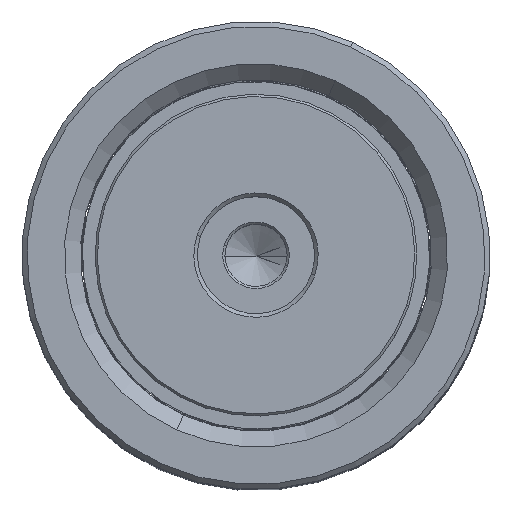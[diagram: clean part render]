
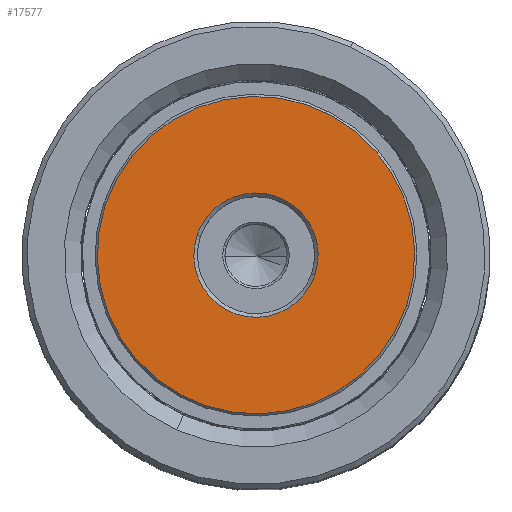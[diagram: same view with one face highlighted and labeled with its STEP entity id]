
A CAD part, top view. The second image highlights one B-rep face of the part: STEP entity #17577.
In plain terms, the highlighted face is planar.
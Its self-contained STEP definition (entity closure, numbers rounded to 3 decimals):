
#4724 = VERTEX_POINT ( 'NONE', #15703 ) ;
#5882 = EDGE_CURVE ( 'NONE', #20280, #32323, #11429, .T. ) ;
#5983 = DIRECTION ( 'NONE',  ( 1., 0., 0. ) ) ;
#6711 = CARTESIAN_POINT ( 'NONE',  ( 0., 0., 0. ) ) ;
#7244 = EDGE_LOOP ( 'NONE', ( #21195, #28936 ) ) ;
#9130 = DIRECTION ( 'NONE',  ( 0., 0., 1. ) ) ;
#9475 = AXIS2_PLACEMENT_3D ( 'NONE', #28855, #35922, #5983 ) ;
#10819 = AXIS2_PLACEMENT_3D ( 'NONE', #42638, #9130, #22487 ) ;
#11429 = CIRCLE ( 'NONE', #15529, 21.7 ) ;
#11956 = AXIS2_PLACEMENT_3D ( 'NONE', #21224, #34087, #27875 ) ;
#15529 = AXIS2_PLACEMENT_3D ( 'NONE', #39055, #41812, #35366 ) ;
#15703 = CARTESIAN_POINT ( 'NONE',  ( 8.5, 0., 0. ) ) ;
#17086 = CARTESIAN_POINT ( 'NONE',  ( -8.5, 0., 0. ) ) ;
#17577 = ADVANCED_FACE ( 'NONE', ( #29215, #26124 ), #26704, .F. ) ;
#18414 = EDGE_LOOP ( 'NONE', ( #23391, #24763 ) ) ;
#18849 = CARTESIAN_POINT ( 'NONE',  ( -21.7, 0., 0. ) ) ;
#20280 = VERTEX_POINT ( 'NONE', #36309 ) ;
#20390 = CIRCLE ( 'NONE', #10819, 8.5 ) ;
#20561 = EDGE_CURVE ( 'NONE', #32323, #20280, #20790, .T. ) ;
#20790 = CIRCLE ( 'NONE', #11956, 21.7 ) ;
#21195 = ORIENTED_EDGE ( 'NONE', *, *, #5882, .T. ) ;
#21224 = CARTESIAN_POINT ( 'NONE',  ( 0., 0., 0. ) ) ;
#22487 = DIRECTION ( 'NONE',  ( 1., 0., 0. ) ) ;
#23391 = ORIENTED_EDGE ( 'NONE', *, *, #35586, .T. ) ;
#23524 = DIRECTION ( 'NONE',  ( 0., 0., 1. ) ) ;
#24763 = ORIENTED_EDGE ( 'NONE', *, *, #33225, .T. ) ;
#26124 = FACE_BOUND ( 'NONE', #18414, .T. ) ;
#26704 = PLANE ( 'NONE',  #35710 ) ;
#27875 = DIRECTION ( 'NONE',  ( 1., 0., 0. ) ) ;
#28013 = CIRCLE ( 'NONE', #9475, 8.5 ) ;
#28855 = CARTESIAN_POINT ( 'NONE',  ( 0., 0., 0. ) ) ;
#28936 = ORIENTED_EDGE ( 'NONE', *, *, #20561, .T. ) ;
#29215 = FACE_OUTER_BOUND ( 'NONE', #7244, .T. ) ;
#30007 = DIRECTION ( 'NONE',  ( 1., 0., 0. ) ) ;
#32323 = VERTEX_POINT ( 'NONE', #18849 ) ;
#32514 = VERTEX_POINT ( 'NONE', #17086 ) ;
#33225 = EDGE_CURVE ( 'NONE', #4724, #32514, #20390, .T. ) ;
#34087 = DIRECTION ( 'NONE',  ( 0., 0., -1. ) ) ;
#35366 = DIRECTION ( 'NONE',  ( 1., 0., 0. ) ) ;
#35586 = EDGE_CURVE ( 'NONE', #32514, #4724, #28013, .T. ) ;
#35710 = AXIS2_PLACEMENT_3D ( 'NONE', #6711, #23524, #30007 ) ;
#35922 = DIRECTION ( 'NONE',  ( 0., 0., 1. ) ) ;
#36309 = CARTESIAN_POINT ( 'NONE',  ( 21.7, 0., 0. ) ) ;
#39055 = CARTESIAN_POINT ( 'NONE',  ( 0., 0., 0. ) ) ;
#41812 = DIRECTION ( 'NONE',  ( 0., 0., -1. ) ) ;
#42638 = CARTESIAN_POINT ( 'NONE',  ( 0., 0., 0. ) ) ;
